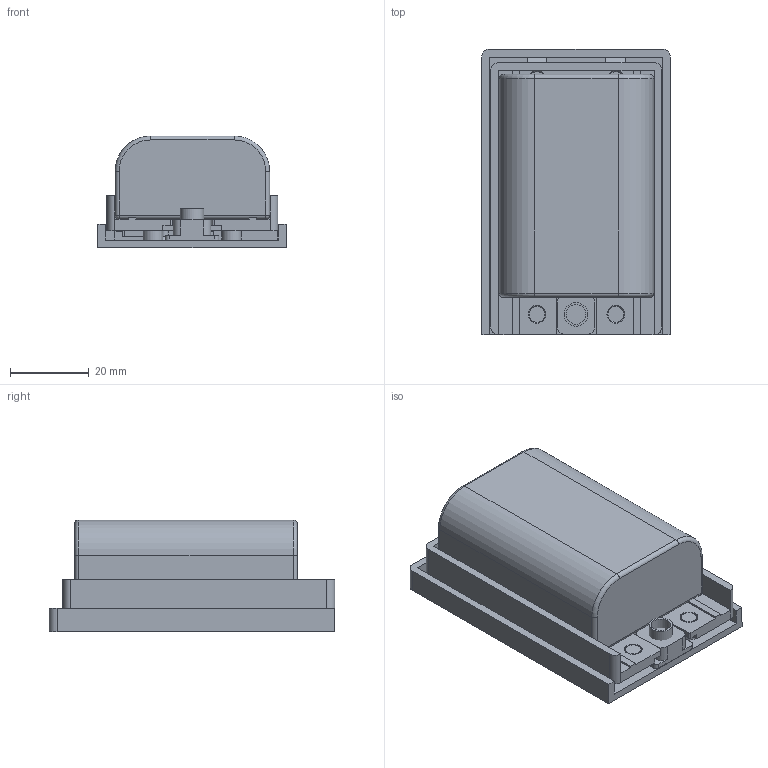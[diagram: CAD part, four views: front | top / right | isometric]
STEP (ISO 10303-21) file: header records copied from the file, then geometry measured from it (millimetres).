
FILE_DESCRIPTION(/* description */ (''),/* implementation_level */ '2;1');
FILE_NAME(/* name */ 'd09ef8fc-75cc-486b-8de8-af6df796f02e.stp',/* time_stamp */ '2017-09-19T12:02:50+00:00',/* author */ (''),/* organization */ (''),/* preprocessor_version */ 'ST-DEVELOPER v16.13',/* originating_system */ 'Autodesk Translation Framework v6.1.1.50',/* authorisation */ '');
FILE_SCHEMA (('AUTOMOTIVE_DESIGN { 1 0 10303 214 3 1 1 }'));
Length unit declared in the file: millimetre
Products named in the file (9): C-B v3; C-B-01 v1; C-B-02 v1; CP 0 v1; HbBatteryPcb02 v1; 101050-003 v1; C-B-03 v1; flatScrewM2L6PHI3.3T1 v1; DMW-BLF19 v1
Assembly tree (12 placements, depth 2):
  C-B v3
    C-B-01 v1
    C-B-02 v1
    CP 0 v1
    HbBatteryPcb02 v1
    101050-003 v1  x2
    C-B-03 v1
    flatScrewM2L6PHI3.3T1 v1  x4
    DMW-BLF19 v1
Bounding box: 47.8 x 72.45 x 28.4 mm (x, y, z)
Volume: 64585.2 mm3; surface area: 28602 mm2
Topology: 16 solids, 16 shells, 329 faces, 826 edges, 541 vertices
Faces by surface type: plane 217, cylinder 85, bspline 12, cone 7, sphere 4, torus 4
Full cylindrical faces by diameter (mm): 0.76 x4, 1 x2, 1.37 x2, 1.5 x2, 1.7 x5, 2 x6, 2.3 x4, 2.5 x1, 2.79 x2, 3 x1, 3.5 x2, 4 x5, 5 x1, 6 x1, 6.5 x1
Entity records: 9419 total; most frequent: CARTESIAN_POINT 1898, DIRECTION 1513, ORIENTED_EDGE 1456, EDGE_CURVE 728, LINE 557, VECTOR 557, VERTEX_POINT 497, AXIS2_PLACEMENT_3D 478
